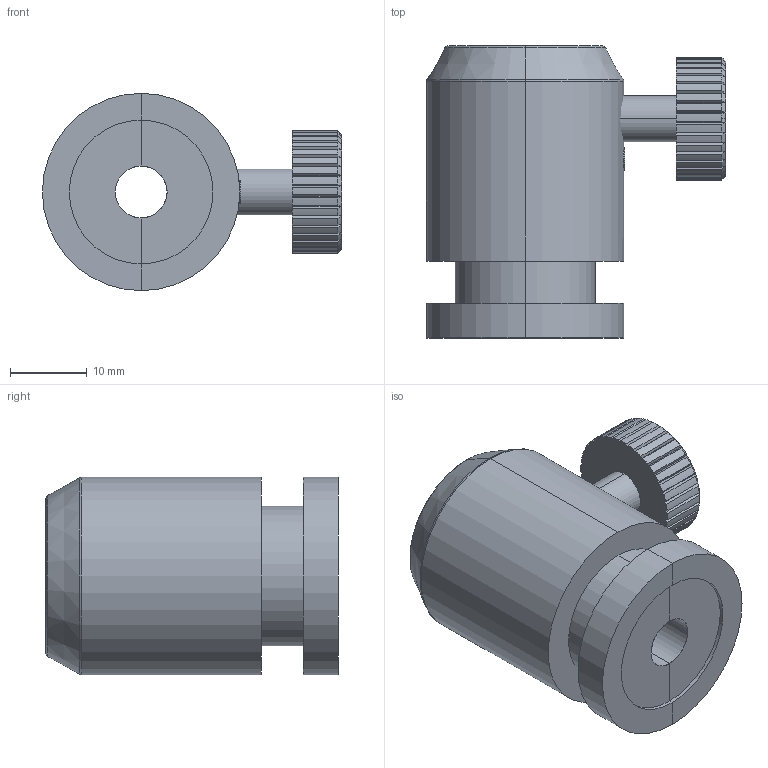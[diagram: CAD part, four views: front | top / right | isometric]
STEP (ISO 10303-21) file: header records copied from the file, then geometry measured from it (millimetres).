
FILE_DESCRIPTION (( 'STEP AP214' ), '1' );
FILE_NAME ('523901.STEP', '2019-10-15T06:32:17', ( '' ), ( '' ), 'SwSTEP 2.0', 'SolidWorks 2016', '' );
FILE_SCHEMA (( 'AUTOMOTIVE_DESIGN' ));
Length unit declared in the file: millimetre
Products named in the file (1): 523901
Bounding box: 39.03 x 38.11 x 25.75 mm (x, y, z)
Volume: 15910.2 mm3; surface area: 6813.2 mm2
Topology: 2 solids, 2 shells, 167 faces, 452 edges, 297 vertices
Faces by surface type: plane 99, cylinder 56, cone 8, torus 4
Entity records: 5416 total; most frequent: CARTESIAN_POINT 1187, ORIENTED_EDGE 904, DIRECTION 839, EDGE_CURVE 452, VERTEX_POINT 297, AXIS2_PLACEMENT_3D 293, VECTOR 253, LINE 253
